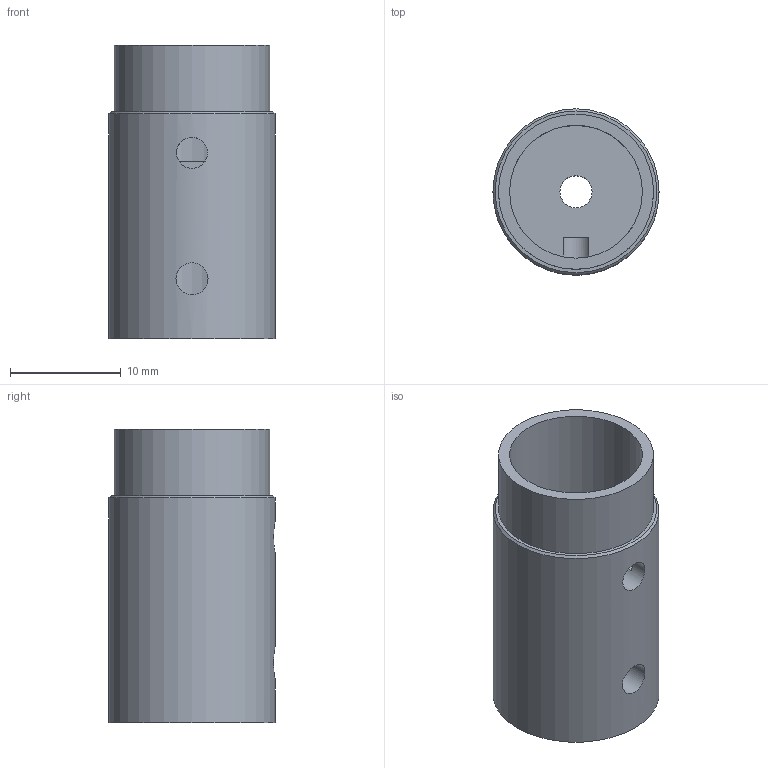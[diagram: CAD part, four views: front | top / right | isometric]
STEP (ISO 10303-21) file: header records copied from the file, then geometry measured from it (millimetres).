
FILE_DESCRIPTION(/* description */ ('STEP AP214'),/* implementation_level */ '2;1');
FILE_NAME(/* name */ '00_PM20-ST-Step.ipt.step',/* time_stamp */ '2022-11-29T07:48:29+01:00',/* author */ (' '),/* organization */ (' '),/* preprocessor_version */ 'ST-DEVELOPER v18.1',/* originating_system */ 'Autodesk Inventor 2022',/* authorisation */ '');
FILE_SCHEMA (('AUTOMOTIVE_DESIGN { 1 0 10303 214 3 1 1 }'));
Length unit declared in the file: millimetre
Products named in the file (1): 00_PM20-ST-Step
Bounding box: 15 x 15 x 26.5 mm (x, y, z)
Volume: 2374.2 mm3; surface area: 2468.5 mm2
Topology: 1 solids, 1 shells, 16 faces, 34 edges, 23 vertices
Faces by surface type: cylinder 8, plane 7, cone 1
Full cylindrical faces by diameter (mm): 2.8 x1, 2.9 x2, 7 x1, 9.9 x1, 12 x1, 14.01 x1, 15 x1
Entity records: 617 total; most frequent: CARTESIAN_POINT 202, DIRECTION 76, ORIENTED_EDGE 68, EDGE_CURVE 34, AXIS2_PLACEMENT_3D 32, EDGE_LOOP 25, VERTEX_POINT 23, FACE_OUTER_BOUND 16
